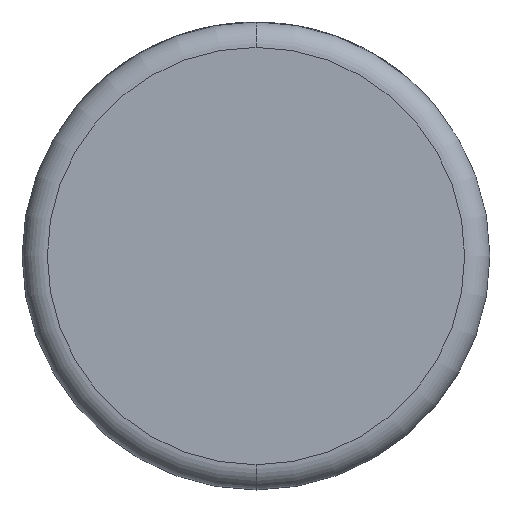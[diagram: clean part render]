
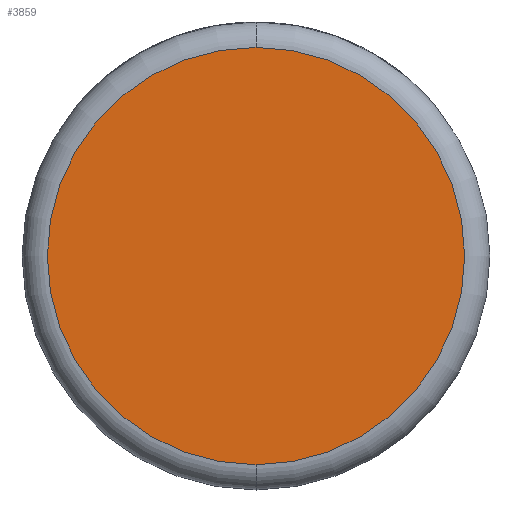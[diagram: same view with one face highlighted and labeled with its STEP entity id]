
A CAD part, front view. The second image highlights one B-rep face of the part: STEP entity #3859.
In plain terms, the highlighted planar face has unit normal (0, -1, 0).
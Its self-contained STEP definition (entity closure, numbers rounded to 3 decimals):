
#155 = CARTESIAN_POINT ( 'NONE',  ( 0., 0., 0. ) ) ;
#243 = CIRCLE ( 'NONE', #3552, 16.5 ) ;
#851 = DIRECTION ( 'NONE',  ( 0., 0., 1. ) ) ;
#953 = EDGE_CURVE ( 'NONE', #3903, #2023, #243, .T. ) ;
#1259 = CARTESIAN_POINT ( 'NONE',  ( 0., 0., 0. ) ) ;
#1664 = EDGE_CURVE ( 'NONE', #2023, #3903, #3633, .T. ) ;
#1871 = DIRECTION ( 'NONE',  ( 0., 0., 1. ) ) ;
#1922 = ORIENTED_EDGE ( 'NONE', *, *, #1664, .T. ) ;
#2023 = VERTEX_POINT ( 'NONE', #2204 ) ;
#2204 = CARTESIAN_POINT ( 'NONE',  ( 0., 0., 16.5 ) ) ;
#2445 = PLANE ( 'NONE',  #2856 ) ;
#2448 = AXIS2_PLACEMENT_3D ( 'NONE', #3216, #3277, #3556 ) ;
#2856 = AXIS2_PLACEMENT_3D ( 'NONE', #155, #3457, #851 ) ;
#2901 = FACE_OUTER_BOUND ( 'NONE', #4011, .T. ) ;
#3216 = CARTESIAN_POINT ( 'NONE',  ( 0., 0., 0. ) ) ;
#3277 = DIRECTION ( 'NONE',  ( 0., -1., 0. ) ) ;
#3457 = DIRECTION ( 'NONE',  ( 0., 1., 0. ) ) ;
#3552 = AXIS2_PLACEMENT_3D ( 'NONE', #1259, #3782, #1871 ) ;
#3556 = DIRECTION ( 'NONE',  ( 0., 0., 1. ) ) ;
#3633 = CIRCLE ( 'NONE', #2448, 16.5 ) ;
#3754 = CARTESIAN_POINT ( 'NONE',  ( 0., 0., -16.5 ) ) ;
#3782 = DIRECTION ( 'NONE',  ( 0., -1., 0. ) ) ;
#3859 = ADVANCED_FACE ( 'NONE', ( #2901 ), #2445, .F. ) ;
#3903 = VERTEX_POINT ( 'NONE', #3754 ) ;
#4011 = EDGE_LOOP ( 'NONE', ( #1922, #4040 ) ) ;
#4040 = ORIENTED_EDGE ( 'NONE', *, *, #953, .T. ) ;
